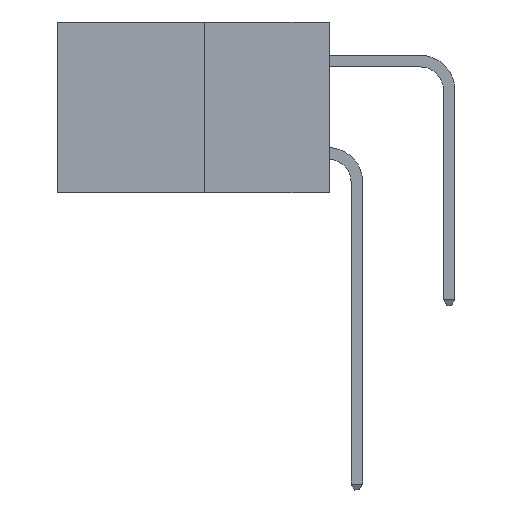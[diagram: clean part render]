
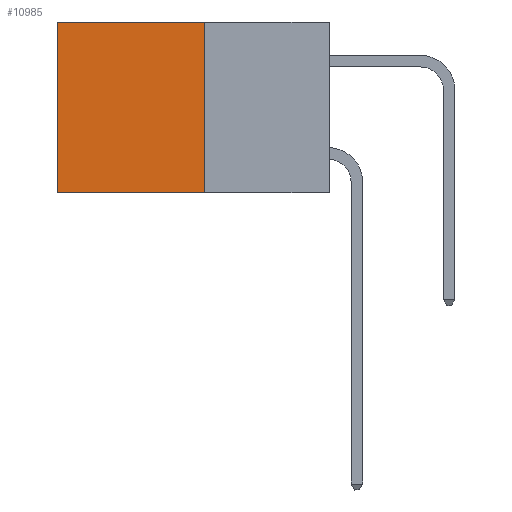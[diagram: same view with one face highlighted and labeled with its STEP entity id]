
A CAD part, left-side view. The second image highlights one B-rep face of the part: STEP entity #10985.
In plain terms, the highlighted planar face has unit normal (-1, 0, 0).
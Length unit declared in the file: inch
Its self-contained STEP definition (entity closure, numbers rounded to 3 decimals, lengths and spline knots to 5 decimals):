
#23 = VERTEX_POINT ( 'NONE', #11412 ) ;
#230 = VECTOR ( 'NONE', #8381, 39.37008 ) ;
#467 = EDGE_LOOP ( 'NONE', ( #1868, #3754, #2426, #1199 ) ) ;
#1199 = ORIENTED_EDGE ( 'NONE', *, *, #9445, .T. ) ;
#1344 = EDGE_CURVE ( 'NONE', #23, #5090, #9662, .T. ) ;
#1868 = ORIENTED_EDGE ( 'NONE', *, *, #4367, .T. ) ;
#1929 = VECTOR ( 'NONE', #4538, 39.37008 ) ;
#2426 = ORIENTED_EDGE ( 'NONE', *, *, #2692, .F. ) ;
#2551 = FACE_OUTER_BOUND ( 'NONE', #467, .T. ) ;
#2692 = EDGE_CURVE ( 'NONE', #7261, #23, #8310, .T. ) ;
#2846 = DIRECTION ( 'NONE',  ( 1., 0., 0. ) ) ;
#3089 = CARTESIAN_POINT ( 'NONE',  ( 0.277, 0.27, 0. ) ) ;
#3186 = VECTOR ( 'NONE', #6536, 39.37008 ) ;
#3754 = ORIENTED_EDGE ( 'NONE', *, *, #1344, .F. ) ;
#3796 = LINE ( 'NONE', #11364, #3186 ) ;
#3836 = LINE ( 'NONE', #5218, #8704 ) ;
#4367 = EDGE_CURVE ( 'NONE', #4923, #5090, #3796, .T. ) ;
#4485 = CARTESIAN_POINT ( 'NONE',  ( 0.277, 0.59, 0. ) ) ;
#4538 = DIRECTION ( 'NONE',  ( 0., 1., 0. ) ) ;
#4923 = VERTEX_POINT ( 'NONE', #4485 ) ;
#5090 = VERTEX_POINT ( 'NONE', #12362 ) ;
#5218 = CARTESIAN_POINT ( 'NONE',  ( 0.277, 0.27, 0. ) ) ;
#5982 = AXIS2_PLACEMENT_3D ( 'NONE', #12361, #2846, #9613 ) ;
#6200 = DIRECTION ( 'NONE',  ( 0., 1., 0. ) ) ;
#6536 = DIRECTION ( 'NONE',  ( 0., 0., -1. ) ) ;
#6800 = CARTESIAN_POINT ( 'NONE',  ( 0.277, 0.27, -0.37 ) ) ;
#7261 = VERTEX_POINT ( 'NONE', #3089 ) ;
#8310 = LINE ( 'NONE', #11633, #230 ) ;
#8381 = DIRECTION ( 'NONE',  ( 0., 0., -1. ) ) ;
#8661 = PLANE ( 'NONE',  #5982 ) ;
#8704 = VECTOR ( 'NONE', #6200, 39.37008 ) ;
#9445 = EDGE_CURVE ( 'NONE', #7261, #4923, #3836, .T. ) ;
#9613 = DIRECTION ( 'NONE',  ( 0., 0., -1. ) ) ;
#9662 = LINE ( 'NONE', #6800, #1929 ) ;
#10985 = ADVANCED_FACE ( 'NONE', ( #2551 ), #8661, .F. ) ;
#11364 = CARTESIAN_POINT ( 'NONE',  ( 0.277, 0.59, -0.37 ) ) ;
#11412 = CARTESIAN_POINT ( 'NONE',  ( 0.277, 0.27, -0.37 ) ) ;
#11633 = CARTESIAN_POINT ( 'NONE',  ( 0.277, 0.27, -0.37 ) ) ;
#12361 = CARTESIAN_POINT ( 'NONE',  ( 0.277, 0.27, -0.37 ) ) ;
#12362 = CARTESIAN_POINT ( 'NONE',  ( 0.277, 0.59, -0.37 ) ) ;
